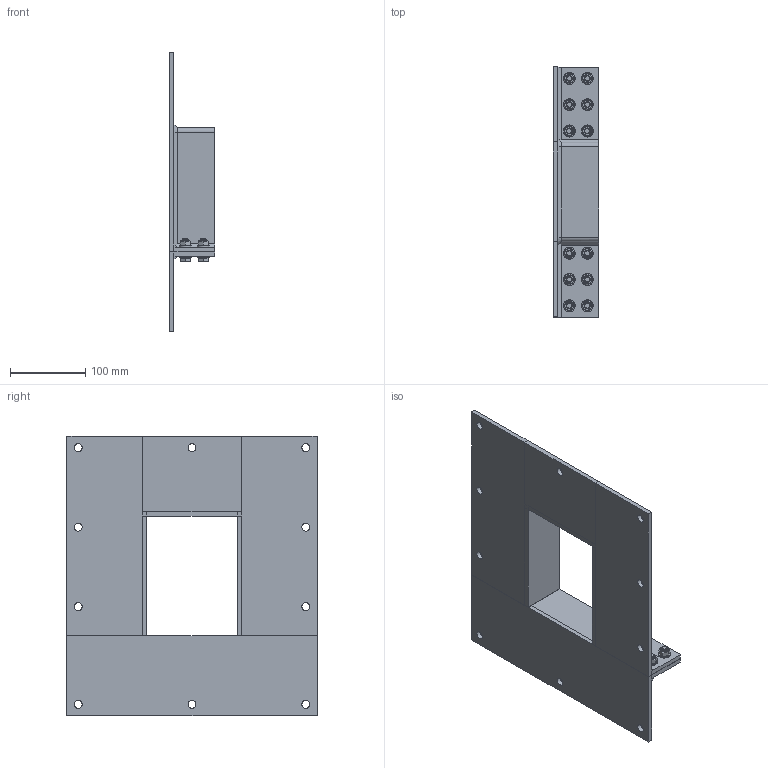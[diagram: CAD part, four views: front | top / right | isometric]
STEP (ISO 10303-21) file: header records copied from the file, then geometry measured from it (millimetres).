
FILE_DESCRIPTION(/* description */ ('','CAx-IF Rec.Pracs.---Representation and Presentation of Product Manufacturing Information (PMI)---4.0---2014-10-13'),/* implementation_level */ '2;1');
FILE_NAME(/* name */ 'GOH 4x1 FL100.stp',/* time_stamp */ '',/* author */ (''),/* organization */ ('Roxtec International AB'),/* preprocessor_version */ 'ST-DEVELOPER v19.2',/* originating_system */ 'Autodesk Inventor 2023',/* authorisation */ '');
FILE_SCHEMA (('AP242_MANAGED_MODEL_BASED_3D_ENGINEERING_MIM_LF { 1 0 10303 442 1 1 4 }'));
Length unit declared in the file: millimetre
Products named in the file (1): 100-306114_Simplify_1
Bounding box: 60 x 332.5 x 371.5 mm (x, y, z)
Volume: 981315.6 mm3; surface area: 322574.4 mm2
Topology: 1 solids, 25 shells, 596 faces, 1236 edges, 784 vertices
Faces by surface type: plane 354, cylinder 132, cone 108, bspline 2
Full cylindrical faces by diameter (mm): 8 x36, 8.4 x24, 8.5 x24, 10.5 x10, 11.63 x12, 16 x24
Entity records: 16404 total; most frequent: CARTESIAN_POINT 3416, DIRECTION 2548, ORIENTED_EDGE 2472, EDGE_CURVE 1236, AXIS2_PLACEMENT_3D 1007, VERTEX_POINT 784, EDGE_LOOP 760, STYLED_ITEM 598
